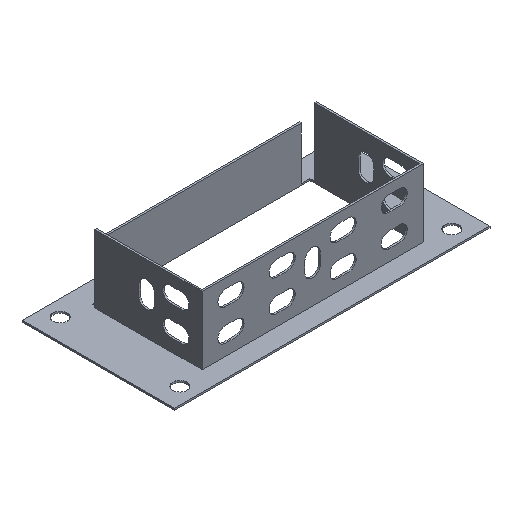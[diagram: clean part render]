
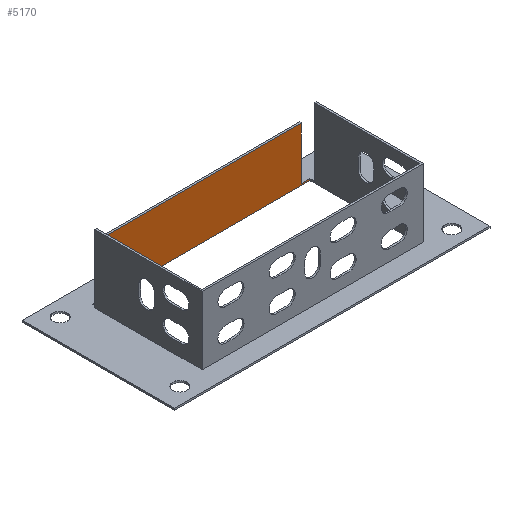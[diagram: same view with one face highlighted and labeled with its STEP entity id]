
A CAD part, isometric view. The second image highlights one B-rep face of the part: STEP entity #5170.
In plain terms, the highlighted planar face has unit normal (0, -1, 0).
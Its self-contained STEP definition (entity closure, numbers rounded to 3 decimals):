
#67 = LINE ( 'NONE', #2560, #4640 ) ;
#111 = EDGE_CURVE ( 'NONE', #4665, #1499, #4003, .T. ) ;
#145 = VERTEX_POINT ( 'NONE', #1998 ) ;
#187 = CARTESIAN_POINT ( 'NONE',  ( 50., 25.2, 0.8 ) ) ;
#313 = EDGE_CURVE ( 'NONE', #4454, #1001, #4265, .T. ) ;
#371 = DIRECTION ( 'NONE',  ( 1., 0., 0. ) ) ;
#509 = LINE ( 'NONE', #2485, #2442 ) ;
#524 = CARTESIAN_POINT ( 'NONE',  ( 50., 25.2, 0. ) ) ;
#536 = VERTEX_POINT ( 'NONE', #802 ) ;
#694 = CARTESIAN_POINT ( 'NONE',  ( 50., 25.2, 0.8 ) ) ;
#717 = FACE_OUTER_BOUND ( 'NONE', #3316, .T. ) ;
#802 = CARTESIAN_POINT ( 'NONE',  ( 46., 25.2, 25. ) ) ;
#1001 = VERTEX_POINT ( 'NONE', #3544 ) ;
#1109 = EDGE_CURVE ( 'NONE', #536, #145, #4900, .T. ) ;
#1292 = DIRECTION ( 'NONE',  ( 0., 0., -1. ) ) ;
#1374 = CARTESIAN_POINT ( 'NONE',  ( 50., 25.2, 126.278 ) ) ;
#1454 = ORIENTED_EDGE ( 'NONE', *, *, #4574, .F. ) ;
#1470 = CARTESIAN_POINT ( 'NONE',  ( -49.99, 25.2, 126.278 ) ) ;
#1490 = PLANE ( 'NONE',  #5058 ) ;
#1499 = VERTEX_POINT ( 'NONE', #4689 ) ;
#1521 = DIRECTION ( 'NONE',  ( 0., 0., -1. ) ) ;
#1821 = DIRECTION ( 'NONE',  ( 0., 0., -1. ) ) ;
#1957 = DIRECTION ( 'NONE',  ( 1., 0., 0. ) ) ;
#1998 = CARTESIAN_POINT ( 'NONE',  ( 46., 25.2, 0.8 ) ) ;
#2020 = ORIENTED_EDGE ( 'NONE', *, *, #4324, .F. ) ;
#2068 = CARTESIAN_POINT ( 'NONE',  ( -46., 25.2, 0.8 ) ) ;
#2081 = DIRECTION ( 'NONE',  ( 0., 0., 1. ) ) ;
#2397 = CARTESIAN_POINT ( 'NONE',  ( -46., 25.2, 0.8 ) ) ;
#2442 = VECTOR ( 'NONE', #1957, 1000. ) ;
#2451 = ORIENTED_EDGE ( 'NONE', *, *, #111, .F. ) ;
#2465 = ORIENTED_EDGE ( 'NONE', *, *, #1109, .F. ) ;
#2478 = LINE ( 'NONE', #187, #2903 ) ;
#2485 = CARTESIAN_POINT ( 'NONE',  ( 50., 25.2, 0.8 ) ) ;
#2501 = DIRECTION ( 'NONE',  ( 1., 0., 0. ) ) ;
#2529 = LINE ( 'NONE', #3008, #3780 ) ;
#2560 = CARTESIAN_POINT ( 'NONE',  ( 46., 25.2, 25. ) ) ;
#2648 = CARTESIAN_POINT ( 'NONE',  ( 46., 25.2, 0.8 ) ) ;
#2903 = VECTOR ( 'NONE', #371, 1000. ) ;
#2911 = VERTEX_POINT ( 'NONE', #694 ) ;
#2939 = DIRECTION ( 'NONE',  ( 1., 0., 0. ) ) ;
#3008 = CARTESIAN_POINT ( 'NONE',  ( 50., 25.2, 0. ) ) ;
#3130 = DIRECTION ( 'NONE',  ( 0., 1., 0. ) ) ;
#3240 = LINE ( 'NONE', #1374, #3442 ) ;
#3316 = EDGE_LOOP ( 'NONE', ( #2451, #3387, #3539, #3798, #3617, #2020, #2465, #1454 ) ) ;
#3387 = ORIENTED_EDGE ( 'NONE', *, *, #5291, .F. ) ;
#3442 = VECTOR ( 'NONE', #1292, 1000. ) ;
#3539 = ORIENTED_EDGE ( 'NONE', *, *, #313, .T. ) ;
#3544 = CARTESIAN_POINT ( 'NONE',  ( -49.99, 25.2, 0. ) ) ;
#3617 = ORIENTED_EDGE ( 'NONE', *, *, #3797, .F. ) ;
#3629 = EDGE_CURVE ( 'NONE', #1001, #3957, #2529, .T. ) ;
#3780 = VECTOR ( 'NONE', #2939, 1000. ) ;
#3797 = EDGE_CURVE ( 'NONE', #2911, #3957, #3240, .T. ) ;
#3798 = ORIENTED_EDGE ( 'NONE', *, *, #3629, .T. ) ;
#3957 = VERTEX_POINT ( 'NONE', #524 ) ;
#3976 = VECTOR ( 'NONE', #2081, 1000. ) ;
#4003 = LINE ( 'NONE', #2068, #3976 ) ;
#4031 = CARTESIAN_POINT ( 'NONE',  ( -49.99, 25.2, 0.8 ) ) ;
#4229 = VECTOR ( 'NONE', #1821, 1000. ) ;
#4265 = LINE ( 'NONE', #1470, #4229 ) ;
#4324 = EDGE_CURVE ( 'NONE', #145, #2911, #509, .T. ) ;
#4385 = DIRECTION ( 'NONE',  ( 0., 0., 1. ) ) ;
#4454 = VERTEX_POINT ( 'NONE', #4031 ) ;
#4574 = EDGE_CURVE ( 'NONE', #1499, #536, #67, .T. ) ;
#4640 = VECTOR ( 'NONE', #2501, 1000. ) ;
#4665 = VERTEX_POINT ( 'NONE', #2397 ) ;
#4689 = CARTESIAN_POINT ( 'NONE',  ( -46., 25.2, 25. ) ) ;
#4872 = CARTESIAN_POINT ( 'NONE',  ( 46., 25.2, 0.8 ) ) ;
#4900 = LINE ( 'NONE', #2648, #4999 ) ;
#4999 = VECTOR ( 'NONE', #1521, 1000. ) ;
#5058 = AXIS2_PLACEMENT_3D ( 'NONE', #4872, #3130, #4385 ) ;
#5170 = ADVANCED_FACE ( 'NONE', ( #717 ), #1490, .F. ) ;
#5291 = EDGE_CURVE ( 'NONE', #4454, #4665, #2478, .T. ) ;
